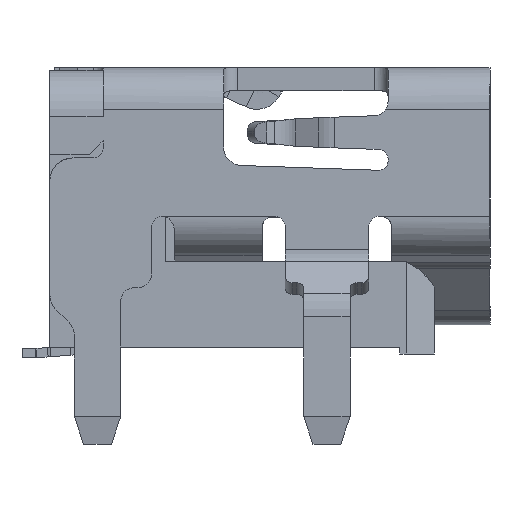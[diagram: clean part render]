
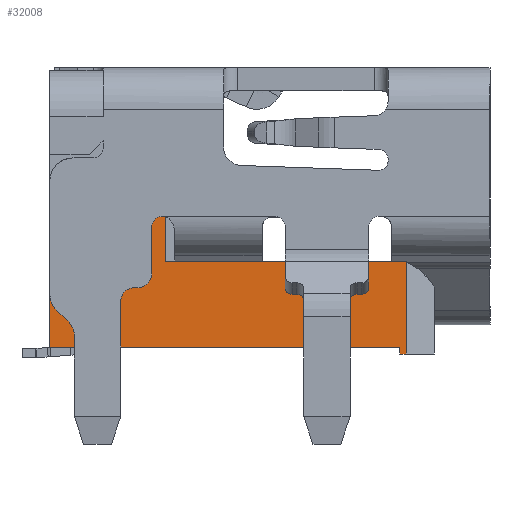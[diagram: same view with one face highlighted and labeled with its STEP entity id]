
A CAD part, left-side view. The second image highlights one B-rep face of the part: STEP entity #32008.
In plain terms, the highlighted planar face has unit normal (-1, 0, 0).
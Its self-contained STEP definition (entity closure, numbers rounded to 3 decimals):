
#2623=FACE_OUTER_BOUND('',#4325,.T.);
#4325=EDGE_LOOP('',(#24286,#24287,#24288,#24289,#24290,#24291,#24292,#24293));
#6155=LINE('',#46033,#10108);
#6970=LINE('',#48622,#10923);
#6983=LINE('',#48646,#10936);
#7094=LINE('',#49133,#11047);
#7096=LINE('',#49137,#11049);
#7097=LINE('',#49139,#11050);
#7098=LINE('',#49140,#11051);
#7099=LINE('',#49141,#11052);
#10108=VECTOR('',#36821,3.45);
#10923=VECTOR('',#38462,7.55);
#10936=VECTOR('',#38487,1.61);
#11047=VECTOR('',#38828,0.15);
#11049=VECTOR('',#38832,0.144);
#11050=VECTOR('',#38833,1.99);
#11051=VECTOR('',#38834,5.194);
#11052=VECTOR('',#38835,2.5);
#14110=VERTEX_POINT('',#46030);
#14111=VERTEX_POINT('',#46032);
#14778=VERTEX_POINT('',#48620);
#14782=VERTEX_POINT('',#48643);
#14783=VERTEX_POINT('',#48645);
#14874=VERTEX_POINT('',#49132);
#14875=VERTEX_POINT('',#49136);
#14876=VERTEX_POINT('',#49138);
#17155=EDGE_CURVE('',#14111,#14110,#6155,.T.);
#18132=EDGE_CURVE('',#14778,#14110,#6970,.T.);
#18145=EDGE_CURVE('',#14783,#14782,#6983,.T.);
#18311=EDGE_CURVE('',#14778,#14874,#7094,.T.);
#18313=EDGE_CURVE('',#14874,#14875,#7096,.T.);
#18314=EDGE_CURVE('',#14875,#14876,#7097,.T.);
#18315=EDGE_CURVE('',#14783,#14876,#7098,.T.);
#18316=EDGE_CURVE('',#14111,#14782,#7099,.T.);
#24286=ORIENTED_EDGE('',*,*,#18311,.T.);
#24287=ORIENTED_EDGE('',*,*,#18313,.T.);
#24288=ORIENTED_EDGE('',*,*,#18314,.T.);
#24289=ORIENTED_EDGE('',*,*,#18315,.F.);
#24290=ORIENTED_EDGE('',*,*,#18145,.T.);
#24291=ORIENTED_EDGE('',*,*,#18316,.F.);
#24292=ORIENTED_EDGE('',*,*,#17155,.T.);
#24293=ORIENTED_EDGE('',*,*,#18132,.F.);
#30437=PLANE('',#34095);
#32008=ADVANCED_FACE('',(#2623),#30437,.T.);
#34095=AXIS2_PLACEMENT_3D('',#49135,#38830,#38831);
#36821=DIRECTION('',(0.,0.,-1.));
#38462=DIRECTION('',(0.,1.,0.));
#38487=DIRECTION('',(0.,0.,1.));
#38828=DIRECTION('',(0.,0.,-1.));
#38830=DIRECTION('center_axis',(-1.,0.,0.));
#38831=DIRECTION('ref_axis',(0.,0.,1.));
#38832=DIRECTION('',(0.,-1.,0.));
#38833=DIRECTION('',(0.,0.,1.));
#38834=DIRECTION('',(0.,-1.,0.));
#38835=DIRECTION('',(0.,-1.,0.));
#46030=CARTESIAN_POINT('',(-6.95,1.03,0.15));
#46032=CARTESIAN_POINT('',(-6.95,1.03,3.6));
#46033=CARTESIAN_POINT('',(-6.95,1.03,3.6));
#48620=CARTESIAN_POINT('',(-6.95,-6.52,0.15));
#48622=CARTESIAN_POINT('',(-6.95,-6.52,0.15));
#48643=CARTESIAN_POINT('',(-6.95,-1.47,3.6));
#48645=CARTESIAN_POINT('',(-6.95,-1.47,1.99));
#48646=CARTESIAN_POINT('',(-6.95,-1.47,1.99));
#49132=CARTESIAN_POINT('',(-6.95,-6.52,0.));
#49133=CARTESIAN_POINT('',(-6.95,-6.52,0.15));
#49135=CARTESIAN_POINT('Origin',(-6.95,-1.67,5.63));
#49136=CARTESIAN_POINT('',(-6.95,-6.664,0.));
#49137=CARTESIAN_POINT('',(-6.95,-6.52,0.));
#49138=CARTESIAN_POINT('',(-6.95,-6.664,1.99));
#49139=CARTESIAN_POINT('',(-6.95,-6.664,0.));
#49140=CARTESIAN_POINT('',(-6.95,-1.47,1.99));
#49141=CARTESIAN_POINT('',(-6.95,1.03,3.6));
